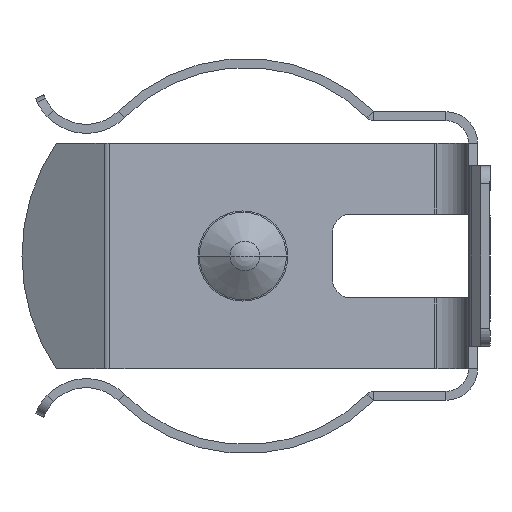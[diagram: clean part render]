
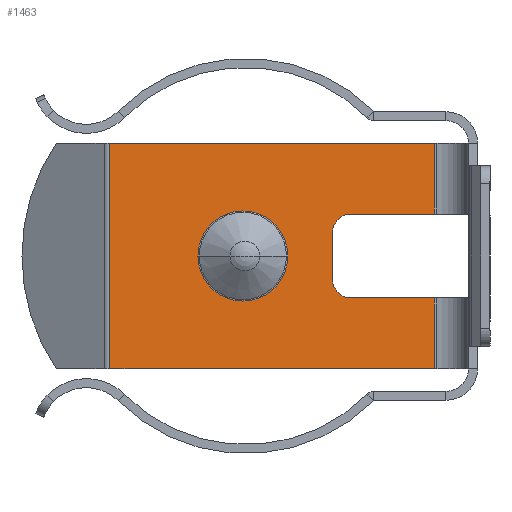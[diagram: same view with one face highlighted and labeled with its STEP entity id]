
A CAD part, left-side view. The second image highlights one B-rep face of the part: STEP entity #1463.
In plain terms, the highlighted planar face has unit normal (-0.996, -0.087, 0).
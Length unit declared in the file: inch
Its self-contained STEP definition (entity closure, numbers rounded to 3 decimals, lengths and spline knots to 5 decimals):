
#58 = VERTEX_POINT ( 'NONE', #3575 ) ;
#206 = DIRECTION ( 'NONE',  ( 0., 0., -1. ) ) ;
#219 = DIRECTION ( 'NONE',  ( 0.087, -0.996, 0. ) ) ;
#230 = ORIENTED_EDGE ( 'NONE', *, *, #1648, .F. ) ;
#237 = CARTESIAN_POINT ( 'NONE',  ( 0.33977, 0.31679, -0.125 ) ) ;
#273 = CARTESIAN_POINT ( 'NONE',  ( 0.36328, 0.04805, -0.125 ) ) ;
#310 = CARTESIAN_POINT ( 'NONE',  ( 0.36328, 0.04805, 0. ) ) ;
#348 = DIRECTION ( 'NONE',  ( 0., 0., -1. ) ) ;
#419 = CIRCLE ( 'NONE', #656, 0.02 ) ;
#459 = VECTOR ( 'NONE', #1934, 39.37008 ) ;
#485 = VERTEX_POINT ( 'NONE', #2982 ) ;
#505 = CARTESIAN_POINT ( 'NONE',  ( 0.35518, 0.14067, -0.0785 ) ) ;
#655 = CIRCLE ( 'NONE', #3656, 0.05 ) ;
#656 = AXIS2_PLACEMENT_3D ( 'NONE', #1113, #3025, #1085 ) ;
#707 = CARTESIAN_POINT ( 'NONE',  ( 0.33977, 0.31679, 0. ) ) ;
#734 = ORIENTED_EDGE ( 'NONE', *, *, #1236, .T. ) ;
#759 = VECTOR ( 'NONE', #1307, 39.37008 ) ;
#820 = VECTOR ( 'NONE', #219, 39.37008 ) ;
#831 = DIRECTION ( 'NONE',  ( -0.087, 0.996, 0. ) ) ;
#846 = DIRECTION ( 'NONE',  ( 0.996, 0.087, 0. ) ) ;
#900 = EDGE_CURVE ( 'NONE', #485, #2918, #419, .T. ) ;
#957 = VECTOR ( 'NONE', #2130, 39.37008 ) ;
#1003 = EDGE_CURVE ( 'NONE', #3662, #2918, #1386, .T. ) ;
#1025 = LINE ( 'NONE', #273, #3795 ) ;
#1051 = VERTEX_POINT ( 'NONE', #3448 ) ;
#1081 = VECTOR ( 'NONE', #3274, 39.37008 ) ;
#1085 = DIRECTION ( 'NONE',  ( -0.087, 0.996, 0. ) ) ;
#1113 = CARTESIAN_POINT ( 'NONE',  ( 0.35518, 0.14067, -0.0985 ) ) ;
#1172 = ORIENTED_EDGE ( 'NONE', *, *, #2802, .F. ) ;
#1190 = PLANE ( 'NONE',  #3523 ) ;
#1198 = EDGE_CURVE ( 'NONE', #3662, #1961, #3749, .T. ) ;
#1204 = LINE ( 'NONE', #707, #2696 ) ;
#1236 = EDGE_CURVE ( 'NONE', #1961, #3219, #1204, .T. ) ;
#1307 = DIRECTION ( 'NONE',  ( -0.087, 0.996, 0. ) ) ;
#1386 = LINE ( 'NONE', #2596, #759 ) ;
#1387 = CIRCLE ( 'NONE', #2574, 0.05 ) ;
#1416 = DIRECTION ( 'NONE',  ( 0.996, 0.087, 0. ) ) ;
#1463 = ADVANCED_FACE ( 'NONE', ( #1846, #2752 ), #1190, .F. ) ;
#1527 = DIRECTION ( 'NONE',  ( -0.996, -0.087, 0. ) ) ;
#1631 = CARTESIAN_POINT ( 'NONE',  ( 0.36328, 0.04805, -0.0785 ) ) ;
#1648 = EDGE_CURVE ( 'NONE', #485, #58, #3635, .T. ) ;
#1692 = ORIENTED_EDGE ( 'NONE', *, *, #1927, .F. ) ;
#1737 = DIRECTION ( 'NONE',  ( 0., 0., -1. ) ) ;
#1768 = CARTESIAN_POINT ( 'NONE',  ( 0.33977, 0.31679, -0.25 ) ) ;
#1776 = DIRECTION ( 'NONE',  ( -0.996, -0.087, 0. ) ) ;
#1846 = FACE_OUTER_BOUND ( 'NONE', #2258, .T. ) ;
#1873 = CARTESIAN_POINT ( 'NONE',  ( 0.35518, 0.14067, -0.1715 ) ) ;
#1888 = VECTOR ( 'NONE', #206, 39.37008 ) ;
#1894 = VERTEX_POINT ( 'NONE', #3533 ) ;
#1909 = ORIENTED_EDGE ( 'NONE', *, *, #2876, .T. ) ;
#1927 = EDGE_CURVE ( 'NONE', #3474, #3219, #4123, .T. ) ;
#1931 = CARTESIAN_POINT ( 'NONE',  ( 0.35343, 0.1606, -0.1715 ) ) ;
#1934 = DIRECTION ( 'NONE',  ( 0., 0., 1. ) ) ;
#1951 = ORIENTED_EDGE ( 'NONE', *, *, #3937, .T. ) ;
#1961 = VERTEX_POINT ( 'NONE', #310 ) ;
#2130 = DIRECTION ( 'NONE',  ( 0.087, -0.996, 0. ) ) ;
#2240 = CIRCLE ( 'NONE', #3855, 0.02 ) ;
#2258 = EDGE_LOOP ( 'NONE', ( #1692, #1951, #3134, #3078, #1909, #230, #3455, #3841, #3709, #734 ) ) ;
#2318 = CARTESIAN_POINT ( 'NONE',  ( 0.34036, 0.31005, -0.125 ) ) ;
#2329 = EDGE_LOOP ( 'NONE', ( #3766, #1172 ) ) ;
#2360 = DIRECTION ( 'NONE',  ( -0.087, 0.996, 0. ) ) ;
#2434 = CARTESIAN_POINT ( 'NONE',  ( 0.33183, 0.40757, -0.25 ) ) ;
#2453 = CARTESIAN_POINT ( 'NONE',  ( 0.35518, 0.14067, -0.1515 ) ) ;
#2470 = CARTESIAN_POINT ( 'NONE',  ( 0.35343, 0.1606, -0.0785 ) ) ;
#2473 = DIRECTION ( 'NONE',  ( -0.087, 0.996, 0. ) ) ;
#2537 = LINE ( 'NONE', #1931, #820 ) ;
#2574 = AXIS2_PLACEMENT_3D ( 'NONE', #4091, #1527, #2473 ) ;
#2596 = CARTESIAN_POINT ( 'NONE',  ( 0.36906, -0.01802, -0.0785 ) ) ;
#2641 = CARTESIAN_POINT ( 'NONE',  ( 0.36328, 0.04805, -0.125 ) ) ;
#2696 = VECTOR ( 'NONE', #2360, 39.37008 ) ;
#2752 = FACE_BOUND ( 'NONE', #2329, .T. ) ;
#2761 = CARTESIAN_POINT ( 'NONE',  ( 0.34472, 0.26024, -0.125 ) ) ;
#2802 = EDGE_CURVE ( 'NONE', #3271, #1894, #655, .T. ) ;
#2876 = EDGE_CURVE ( 'NONE', #3020, #58, #2240, .T. ) ;
#2898 = EDGE_CURVE ( 'NONE', #1894, #3271, #1387, .T. ) ;
#2918 = VERTEX_POINT ( 'NONE', #505 ) ;
#2946 = CARTESIAN_POINT ( 'NONE',  ( 0.33183, 0.40757, 0. ) ) ;
#2982 = CARTESIAN_POINT ( 'NONE',  ( 0.35343, 0.1606, -0.0985 ) ) ;
#2994 = LINE ( 'NONE', #1768, #957 ) ;
#3020 = VERTEX_POINT ( 'NONE', #1873 ) ;
#3025 = DIRECTION ( 'NONE',  ( 0.996, 0.087, 0. ) ) ;
#3078 = ORIENTED_EDGE ( 'NONE', *, *, #3623, .F. ) ;
#3128 = EDGE_CURVE ( 'NONE', #1051, #3467, #1025, .T. ) ;
#3134 = ORIENTED_EDGE ( 'NONE', *, *, #3128, .F. ) ;
#3219 = VERTEX_POINT ( 'NONE', #2946 ) ;
#3271 = VERTEX_POINT ( 'NONE', #2318 ) ;
#3274 = DIRECTION ( 'NONE',  ( 0., 0., 1. ) ) ;
#3448 = CARTESIAN_POINT ( 'NONE',  ( 0.36328, 0.04805, -0.1715 ) ) ;
#3455 = ORIENTED_EDGE ( 'NONE', *, *, #900, .T. ) ;
#3467 = VERTEX_POINT ( 'NONE', #4040 ) ;
#3474 = VERTEX_POINT ( 'NONE', #2434 ) ;
#3523 = AXIS2_PLACEMENT_3D ( 'NONE', #237, #1416, #1737 ) ;
#3533 = CARTESIAN_POINT ( 'NONE',  ( 0.34907, 0.21043, -0.125 ) ) ;
#3575 = CARTESIAN_POINT ( 'NONE',  ( 0.35343, 0.1606, -0.1515 ) ) ;
#3623 = EDGE_CURVE ( 'NONE', #3020, #1051, #2537, .T. ) ;
#3635 = LINE ( 'NONE', #2470, #1888 ) ;
#3656 = AXIS2_PLACEMENT_3D ( 'NONE', #2761, #1776, #3694 ) ;
#3662 = VERTEX_POINT ( 'NONE', #1631 ) ;
#3694 = DIRECTION ( 'NONE',  ( -0.087, 0.996, 0. ) ) ;
#3709 = ORIENTED_EDGE ( 'NONE', *, *, #1198, .T. ) ;
#3749 = LINE ( 'NONE', #2641, #1081 ) ;
#3766 = ORIENTED_EDGE ( 'NONE', *, *, #2898, .F. ) ;
#3795 = VECTOR ( 'NONE', #348, 39.37008 ) ;
#3826 = CARTESIAN_POINT ( 'NONE',  ( 0.33183, 0.40757, -0.125 ) ) ;
#3841 = ORIENTED_EDGE ( 'NONE', *, *, #1003, .F. ) ;
#3855 = AXIS2_PLACEMENT_3D ( 'NONE', #2453, #846, #831 ) ;
#3937 = EDGE_CURVE ( 'NONE', #3474, #3467, #2994, .T. ) ;
#4040 = CARTESIAN_POINT ( 'NONE',  ( 0.36328, 0.04805, -0.25 ) ) ;
#4091 = CARTESIAN_POINT ( 'NONE',  ( 0.34472, 0.26024, -0.125 ) ) ;
#4123 = LINE ( 'NONE', #3826, #459 ) ;
